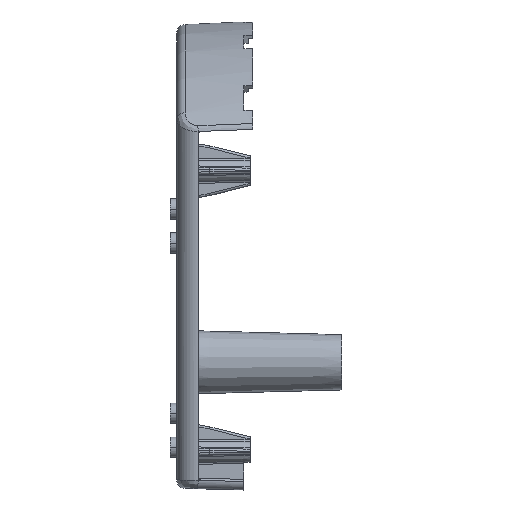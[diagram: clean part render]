
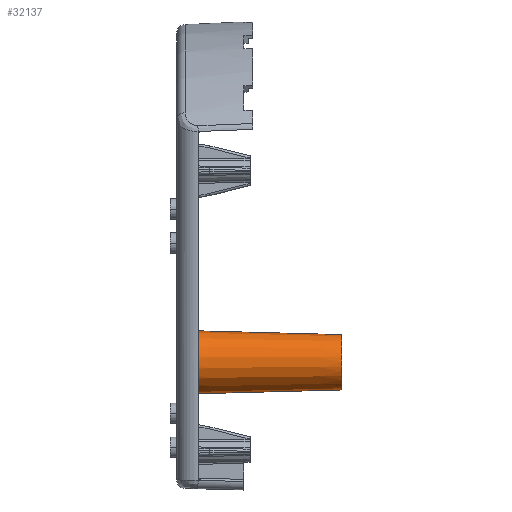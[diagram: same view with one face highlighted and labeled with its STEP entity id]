
A CAD part, left-side view. The second image highlights one B-rep face of the part: STEP entity #32137.
In plain terms, the highlighted conical face has half-angle 1.5 degrees and reference radius 6.975 mm.
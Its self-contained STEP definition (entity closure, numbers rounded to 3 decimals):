
#12975=CARTESIAN_POINT('',(0.,41.513,-25.));
#12976=DIRECTION('',(0.,-1.,0.));
#12977=DIRECTION('',(0.,0.,1.));
#12978=AXIS2_PLACEMENT_3D('',#12975,#12976,#12977);
#12983=DIRECTION('',(0.,-1.,-0.026));
#12984=VECTOR('',#12983,36.326);
#12985=CARTESIAN_POINT('',(0.,41.513,
-17.549));
#12986=LINE('',#12985,#12984);
#12998=DIRECTION('',(0.,-1.,0.026));
#12999=VECTOR('',#12998,36.326);
#13000=CARTESIAN_POINT('',(0.,41.513,
-32.451));
#13001=LINE('',#13000,#12999);
#13005=CARTESIAN_POINT('',(0.,5.2,-25.));
#13006=DIRECTION('',(0.,-1.,0.));
#13007=DIRECTION('',(0.,0.,1.));
#13008=AXIS2_PLACEMENT_3D('',#13005,#13006,#13007);
#16706=CARTESIAN_POINT('',(0.,41.513,-32.451));
#16707=CARTESIAN_POINT('',(0.,41.513,-17.549));
#16708=VERTEX_POINT('',#16706);
#16709=VERTEX_POINT('',#16707);
#16728=CARTESIAN_POINT('',(0.,5.2,-31.5));
#16729=CARTESIAN_POINT('',(0.,5.2,-18.5));
#16730=VERTEX_POINT('',#16728);
#16731=VERTEX_POINT('',#16729);
#32123=CARTESIAN_POINT('',(0.,23.357,-25.));
#32124=DIRECTION('',(0.,1.,0.));
#32125=DIRECTION('',(0.,0.,-1.));
#32126=AXIS2_PLACEMENT_3D('',#32123,#32124,#32125);
#32127=CONICAL_SURFACE('',#32126,6.975,1.5);
#32128=ORIENTED_EDGE('',*,*,#32117,.F.);
#32130=ORIENTED_EDGE('',*,*,#32129,.T.);
#32132=ORIENTED_EDGE('',*,*,#32131,.T.);
#32134=ORIENTED_EDGE('',*,*,#32133,.F.);
#32135=EDGE_LOOP('',(#32128,#32130,#32132,#32134));
#32136=FACE_OUTER_BOUND('',#32135,.F.);
#32137=ADVANCED_FACE('',(#32136),#32127,.T.);
#12979=CIRCLE('',#12978,7.451);
#13009=CIRCLE('',#13008,6.5);
#32117=EDGE_CURVE('',#16709,#16708,#12979,.T.);
#32129=EDGE_CURVE('',#16709,#16731,#12986,.T.);
#32131=EDGE_CURVE('',#16731,#16730,#13009,.T.);
#32133=EDGE_CURVE('',#16708,#16730,#13001,.T.);
